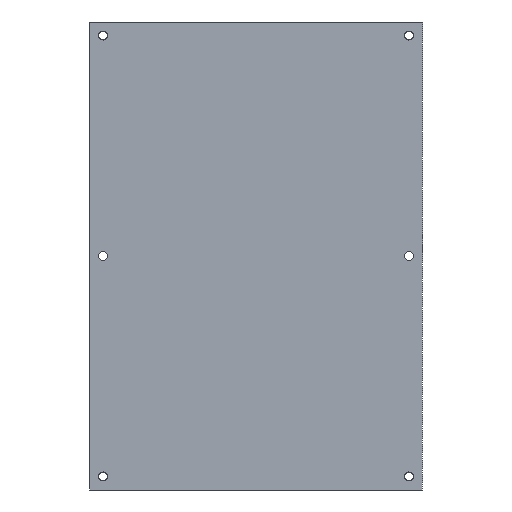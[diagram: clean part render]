
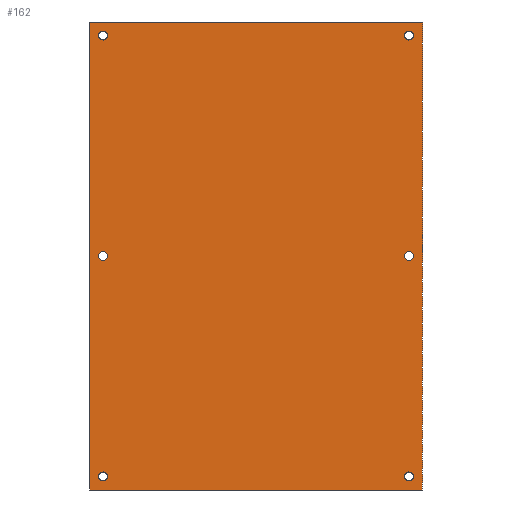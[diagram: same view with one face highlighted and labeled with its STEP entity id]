
A CAD part, front view. The second image highlights one B-rep face of the part: STEP entity #162.
In plain terms, the highlighted planar face has unit normal (0, -1, 0).
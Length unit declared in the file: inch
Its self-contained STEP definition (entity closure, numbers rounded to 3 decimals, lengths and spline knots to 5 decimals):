
#14 = VERTEX_POINT ( 'NONE', #461 ) ;
#21 = CARTESIAN_POINT ( 'NONE',  ( -8.5, 0., 12.25 ) ) ;
#26 = DIRECTION ( 'NONE',  ( 0., 0., 1. ) ) ;
#28 = ORIENTED_EDGE ( 'NONE', *, *, #322, .T. ) ;
#29 = DIRECTION ( 'NONE',  ( 0., 0., 1. ) ) ;
#35 = CARTESIAN_POINT ( 'NONE',  ( 8.5, 0., -12. ) ) ;
#44 = ORIENTED_EDGE ( 'NONE', *, *, #426, .T. ) ;
#54 = ORIENTED_EDGE ( 'NONE', *, *, #345, .T. ) ;
#56 = CARTESIAN_POINT ( 'NONE',  ( -8.5, 0., -12.5 ) ) ;
#58 = AXIS2_PLACEMENT_3D ( 'NONE', #83, #246, #89 ) ;
#65 = AXIS2_PLACEMENT_3D ( 'NONE', #263, #428, #375 ) ;
#73 = EDGE_CURVE ( 'NONE', #644, #440, #374, .T. ) ;
#79 = VERTEX_POINT ( 'NONE', #567 ) ;
#83 = CARTESIAN_POINT ( 'NONE',  ( -8.5, 0., 0. ) ) ;
#88 = VERTEX_POINT ( 'NONE', #302 ) ;
#89 = DIRECTION ( 'NONE',  ( 0., 0., 1. ) ) ;
#98 = CIRCLE ( 'NONE', #566, 0.25 ) ;
#99 = EDGE_LOOP ( 'NONE', ( #252, #192 ) ) ;
#104 = CIRCLE ( 'NONE', #390, 0.25 ) ;
#105 = EDGE_CURVE ( 'NONE', #79, #579, #148, .T. ) ;
#110 = AXIS2_PLACEMENT_3D ( 'NONE', #242, #145, #466 ) ;
#112 = LINE ( 'NONE', #163, #396 ) ;
#122 = CIRCLE ( 'NONE', #509, 0.25 ) ;
#131 = DIRECTION ( 'NONE',  ( 0., 1., 0. ) ) ;
#132 = CARTESIAN_POINT ( 'NONE',  ( -8.5, 0., -12. ) ) ;
#136 = DIRECTION ( 'NONE',  ( 0., 0., 1. ) ) ;
#138 = EDGE_LOOP ( 'NONE', ( #28, #54 ) ) ;
#139 = VECTOR ( 'NONE', #315, 39.37008 ) ;
#142 = FACE_BOUND ( 'NONE', #554, .T. ) ;
#145 = DIRECTION ( 'NONE',  ( 0., 1., 0. ) ) ;
#148 = LINE ( 'NONE', #191, #198 ) ;
#149 = FACE_OUTER_BOUND ( 'NONE', #299, .T. ) ;
#150 = EDGE_CURVE ( 'NONE', #304, #542, #196, .T. ) ;
#152 = ORIENTED_EDGE ( 'NONE', *, *, #259, .T. ) ;
#158 = CIRCLE ( 'NONE', #269, 0.25 ) ;
#159 = ORIENTED_EDGE ( 'NONE', *, *, #251, .T. ) ;
#160 = DIRECTION ( 'NONE',  ( 0., 1., 0. ) ) ;
#162 = ADVANCED_FACE ( 'NONE', ( #149, #366, #261, #357, #142, #677, #413 ), #203, .T. ) ;
#163 = CARTESIAN_POINT ( 'NONE',  ( 9.25, 0., -13. ) ) ;
#168 = ORIENTED_EDGE ( 'NONE', *, *, #105, .T. ) ;
#171 = CIRCLE ( 'NONE', #204, 0.25 ) ;
#172 = CARTESIAN_POINT ( 'NONE',  ( -9.25, 0., 13. ) ) ;
#173 = ORIENTED_EDGE ( 'NONE', *, *, #400, .T. ) ;
#175 = VERTEX_POINT ( 'NONE', #619 ) ;
#178 = CIRCLE ( 'NONE', #247, 0.25 ) ;
#180 = ORIENTED_EDGE ( 'NONE', *, *, #150, .T. ) ;
#186 = CARTESIAN_POINT ( 'NONE',  ( -9.25, 0., -13. ) ) ;
#191 = CARTESIAN_POINT ( 'NONE',  ( -9.25, 0., 13. ) ) ;
#192 = ORIENTED_EDGE ( 'NONE', *, *, #378, .T. ) ;
#196 = LINE ( 'NONE', #614, #139 ) ;
#198 = VECTOR ( 'NONE', #505, 39.37008 ) ;
#203 = PLANE ( 'NONE',  #463 ) ;
#204 = AXIS2_PLACEMENT_3D ( 'NONE', #597, #131, #136 ) ;
#208 = DIRECTION ( 'NONE',  ( 0., 0., 1. ) ) ;
#210 = DIRECTION ( 'NONE',  ( 0., 0., 1. ) ) ;
#212 = VECTOR ( 'NONE', #455, 39.37008 ) ;
#224 = ORIENTED_EDGE ( 'NONE', *, *, #442, .T. ) ;
#232 = EDGE_LOOP ( 'NONE', ( #289, #499 ) ) ;
#234 = DIRECTION ( 'NONE',  ( 0., 1., 0. ) ) ;
#238 = CARTESIAN_POINT ( 'NONE',  ( 8.5, 0., 0. ) ) ;
#242 = CARTESIAN_POINT ( 'NONE',  ( 8.5, 0., 12.25 ) ) ;
#246 = DIRECTION ( 'NONE',  ( 0., 1., 0. ) ) ;
#247 = AXIS2_PLACEMENT_3D ( 'NONE', #523, #271, #210 ) ;
#249 = DIRECTION ( 'NONE',  ( 0., -1., 0. ) ) ;
#251 = EDGE_CURVE ( 'NONE', #542, #79, #112, .T. ) ;
#252 = ORIENTED_EDGE ( 'NONE', *, *, #470, .T. ) ;
#256 = CIRCLE ( 'NONE', #628, 0.25 ) ;
#259 = EDGE_CURVE ( 'NONE', #659, #491, #658, .T. ) ;
#261 = FACE_BOUND ( 'NONE', #337, .T. ) ;
#263 = CARTESIAN_POINT ( 'NONE',  ( 8.5, 0., 0. ) ) ;
#269 = AXIS2_PLACEMENT_3D ( 'NONE', #21, #234, #26 ) ;
#271 = DIRECTION ( 'NONE',  ( 0., 1., 0. ) ) ;
#276 = EDGE_CURVE ( 'NONE', #445, #405, #256, .T. ) ;
#286 = DIRECTION ( 'NONE',  ( 0., 0., 1. ) ) ;
#289 = ORIENTED_EDGE ( 'NONE', *, *, #73, .T. ) ;
#290 = DIRECTION ( 'NONE',  ( 0., 1., 0. ) ) ;
#292 = VERTEX_POINT ( 'NONE', #56 ) ;
#296 = CARTESIAN_POINT ( 'NONE',  ( 8.5, 0., -12.5 ) ) ;
#297 = CARTESIAN_POINT ( 'NONE',  ( 8.5, 0., 0.25 ) ) ;
#299 = EDGE_LOOP ( 'NONE', ( #159, #168, #641, #180 ) ) ;
#300 = DIRECTION ( 'NONE',  ( 0., 1., 0. ) ) ;
#302 = CARTESIAN_POINT ( 'NONE',  ( -8.5, 0., 12. ) ) ;
#304 = VERTEX_POINT ( 'NONE', #574 ) ;
#315 = DIRECTION ( 'NONE',  ( 1., 0., 0. ) ) ;
#317 = EDGE_CURVE ( 'NONE', #440, #644, #104, .T. ) ;
#322 = EDGE_CURVE ( 'NONE', #665, #292, #178, .T. ) ;
#334 = CIRCLE ( 'NONE', #539, 0.25 ) ;
#337 = EDGE_LOOP ( 'NONE', ( #44, #173 ) ) ;
#345 = EDGE_CURVE ( 'NONE', #292, #665, #98, .T. ) ;
#351 = CARTESIAN_POINT ( 'NONE',  ( 8.5, 0., 12. ) ) ;
#355 = ORIENTED_EDGE ( 'NONE', *, *, #276, .T. ) ;
#357 = FACE_BOUND ( 'NONE', #99, .T. ) ;
#361 = CIRCLE ( 'NONE', #593, 0.25 ) ;
#363 = DIRECTION ( 'NONE',  ( 0., 0., -1. ) ) ;
#366 = FACE_BOUND ( 'NONE', #138, .T. ) ;
#371 = DIRECTION ( 'NONE',  ( 0., 0., 1. ) ) ;
#374 = CIRCLE ( 'NONE', #110, 0.25 ) ;
#375 = DIRECTION ( 'NONE',  ( 0., 0., 1. ) ) ;
#377 = CARTESIAN_POINT ( 'NONE',  ( 8.5, 0., -12.25 ) ) ;
#378 = EDGE_CURVE ( 'NONE', #88, #175, #158, .T. ) ;
#390 = AXIS2_PLACEMENT_3D ( 'NONE', #575, #423, #471 ) ;
#393 = DIRECTION ( 'NONE',  ( 0., 1., 0. ) ) ;
#394 = EDGE_CURVE ( 'NONE', #405, #445, #361, .T. ) ;
#396 = VECTOR ( 'NONE', #371, 39.37008 ) ;
#398 = DIRECTION ( 'NONE',  ( 0., 0., 1. ) ) ;
#400 = EDGE_CURVE ( 'NONE', #14, #606, #529, .T. ) ;
#403 = CARTESIAN_POINT ( 'NONE',  ( -8.5, 0., 0. ) ) ;
#405 = VERTEX_POINT ( 'NONE', #296 ) ;
#411 = EDGE_CURVE ( 'NONE', #579, #304, #549, .T. ) ;
#413 = FACE_BOUND ( 'NONE', #232, .T. ) ;
#418 = CARTESIAN_POINT ( 'NONE',  ( -8.5, 0., -12.25 ) ) ;
#423 = DIRECTION ( 'NONE',  ( 0., 1., 0. ) ) ;
#426 = EDGE_CURVE ( 'NONE', #606, #14, #334, .T. ) ;
#428 = DIRECTION ( 'NONE',  ( 0., 1., 0. ) ) ;
#429 = CARTESIAN_POINT ( 'NONE',  ( -8.5, 0., 0.25 ) ) ;
#440 = VERTEX_POINT ( 'NONE', #351 ) ;
#442 = EDGE_CURVE ( 'NONE', #491, #659, #122, .T. ) ;
#443 = CARTESIAN_POINT ( 'NONE',  ( 8.5, 0., -12.25 ) ) ;
#445 = VERTEX_POINT ( 'NONE', #35 ) ;
#455 = DIRECTION ( 'NONE',  ( 0., 0., -1. ) ) ;
#461 = CARTESIAN_POINT ( 'NONE',  ( -8.5, 0., -0.25 ) ) ;
#463 = AXIS2_PLACEMENT_3D ( 'NONE', #570, #249, #363 ) ;
#466 = DIRECTION ( 'NONE',  ( 0., 0., 1. ) ) ;
#470 = EDGE_CURVE ( 'NONE', #175, #88, #171, .T. ) ;
#471 = DIRECTION ( 'NONE',  ( 0., 0., 1. ) ) ;
#474 = CARTESIAN_POINT ( 'NONE',  ( 9.25, 0., -13. ) ) ;
#491 = VERTEX_POINT ( 'NONE', #556 ) ;
#499 = ORIENTED_EDGE ( 'NONE', *, *, #317, .T. ) ;
#505 = DIRECTION ( 'NONE',  ( -1., 0., 0. ) ) ;
#509 = AXIS2_PLACEMENT_3D ( 'NONE', #238, #300, #398 ) ;
#523 = CARTESIAN_POINT ( 'NONE',  ( -8.5, 0., -12.25 ) ) ;
#529 = CIRCLE ( 'NONE', #58, 0.25 ) ;
#533 = EDGE_LOOP ( 'NONE', ( #152, #224 ) ) ;
#539 = AXIS2_PLACEMENT_3D ( 'NONE', #403, #290, #286 ) ;
#542 = VERTEX_POINT ( 'NONE', #474 ) ;
#549 = LINE ( 'NONE', #186, #212 ) ;
#554 = EDGE_LOOP ( 'NONE', ( #355, #620 ) ) ;
#556 = CARTESIAN_POINT ( 'NONE',  ( 8.5, 0., -0.25 ) ) ;
#566 = AXIS2_PLACEMENT_3D ( 'NONE', #418, #627, #208 ) ;
#567 = CARTESIAN_POINT ( 'NONE',  ( 9.25, 0., 13. ) ) ;
#570 = CARTESIAN_POINT ( 'NONE',  ( -9.25, 0., -13. ) ) ;
#574 = CARTESIAN_POINT ( 'NONE',  ( -9.25, 0., -13. ) ) ;
#575 = CARTESIAN_POINT ( 'NONE',  ( 8.5, 0., 12.25 ) ) ;
#579 = VERTEX_POINT ( 'NONE', #172 ) ;
#587 = CARTESIAN_POINT ( 'NONE',  ( 8.5, 0., 12.5 ) ) ;
#593 = AXIS2_PLACEMENT_3D ( 'NONE', #443, #393, #29 ) ;
#597 = CARTESIAN_POINT ( 'NONE',  ( -8.5, 0., 12.25 ) ) ;
#606 = VERTEX_POINT ( 'NONE', #429 ) ;
#614 = CARTESIAN_POINT ( 'NONE',  ( -9.25, 0., -13. ) ) ;
#619 = CARTESIAN_POINT ( 'NONE',  ( -8.5, 0., 12.5 ) ) ;
#620 = ORIENTED_EDGE ( 'NONE', *, *, #394, .T. ) ;
#627 = DIRECTION ( 'NONE',  ( 0., 1., 0. ) ) ;
#628 = AXIS2_PLACEMENT_3D ( 'NONE', #377, #160, #682 ) ;
#641 = ORIENTED_EDGE ( 'NONE', *, *, #411, .T. ) ;
#644 = VERTEX_POINT ( 'NONE', #587 ) ;
#658 = CIRCLE ( 'NONE', #65, 0.25 ) ;
#659 = VERTEX_POINT ( 'NONE', #297 ) ;
#665 = VERTEX_POINT ( 'NONE', #132 ) ;
#677 = FACE_BOUND ( 'NONE', #533, .T. ) ;
#682 = DIRECTION ( 'NONE',  ( 0., 0., 1. ) ) ;
